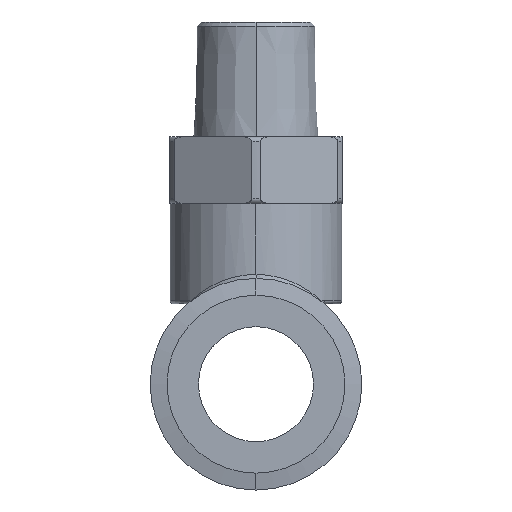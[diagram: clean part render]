
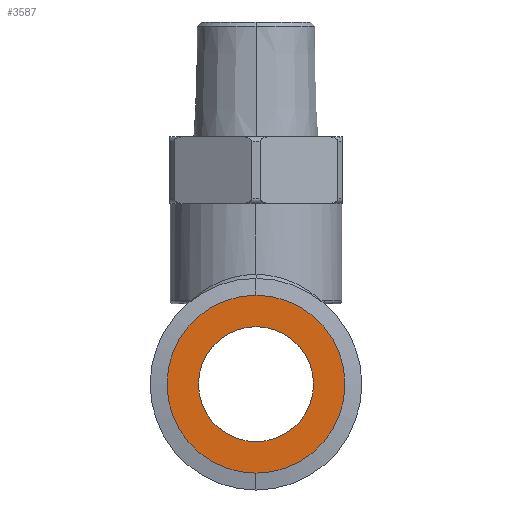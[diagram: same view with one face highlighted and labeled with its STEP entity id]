
A CAD part, left-side view. The second image highlights one B-rep face of the part: STEP entity #3587.
In plain terms, the highlighted planar face has unit normal (-1, 0, 0).
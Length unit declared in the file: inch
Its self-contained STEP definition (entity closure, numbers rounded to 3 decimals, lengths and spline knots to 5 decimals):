
#1032=CARTESIAN_POINT('',(-0.9385,0.,0.));
#1033=DIRECTION('',(-1.,0.,0.));
#1034=DIRECTION('',(0.,-1.,0.));
#1035=AXIS2_PLACEMENT_3D('',#1032,#1033,#1034);
#1037=CARTESIAN_POINT('',(-0.9385,0.,0.));
#1038=DIRECTION('',(-1.,0.,0.));
#1039=DIRECTION('',(0.,1.,0.));
#1040=AXIS2_PLACEMENT_3D('',#1037,#1038,#1039);
#1046=CARTESIAN_POINT('',(-0.9385,0.,0.));
#1047=DIRECTION('',(-1.,0.,0.));
#1048=DIRECTION('',(0.,0.,-1.));
#1049=AXIS2_PLACEMENT_3D('',#1046,#1047,#1048);
#1055=CARTESIAN_POINT('',(-0.9385,0.,0.));
#1056=DIRECTION('',(1.,0.,0.));
#1057=DIRECTION('',(0.,0.,-1.));
#1058=AXIS2_PLACEMENT_3D('',#1055,#1056,#1057);
#1816=CARTESIAN_POINT('',(-0.9385,0.,-0.29));
#1818=VERTEX_POINT('',#1816);
#1832=CARTESIAN_POINT('',(-0.9385,0.,0.29));
#1834=VERTEX_POINT('',#1832);
#1988=CARTESIAN_POINT('',(-0.9385,-0.1875,0.));
#1989=CARTESIAN_POINT('',(-0.9385,0.1875,0.));
#1990=VERTEX_POINT('',#1988);
#1991=VERTEX_POINT('',#1989);
#3572=CARTESIAN_POINT('',(-0.9385,0.,0.));
#3573=DIRECTION('',(1.,0.,0.));
#3574=DIRECTION('',(0.,0.,1.));
#3575=AXIS2_PLACEMENT_3D('',#3572,#3573,#3574);
#3576=PLANE('',#3575);
#3578=ORIENTED_EDGE('',*,*,#3577,.F.);
#3580=ORIENTED_EDGE('',*,*,#3579,.T.);
#3581=EDGE_LOOP('',(#3578,#3580));
#3582=FACE_OUTER_BOUND('',#3581,.F.);
#3583=ORIENTED_EDGE('',*,*,#3548,.T.);
#3584=ORIENTED_EDGE('',*,*,#3566,.T.);
#3585=EDGE_LOOP('',(#3583,#3584));
#3586=FACE_BOUND('',#3585,.F.);
#3587=ADVANCED_FACE('',(#3582,#3586),#3576,.F.);
#1036=CIRCLE('',#1035,0.1875);
#1041=CIRCLE('',#1040,0.1875);
#1050=CIRCLE('',#1049,0.29);
#1059=CIRCLE('',#1058,0.29);
#3548=EDGE_CURVE('',#1990,#1991,#1036,.T.);
#3566=EDGE_CURVE('',#1991,#1990,#1041,.T.);
#3577=EDGE_CURVE('',#1818,#1834,#1050,.T.);
#3579=EDGE_CURVE('',#1818,#1834,#1059,.T.);
